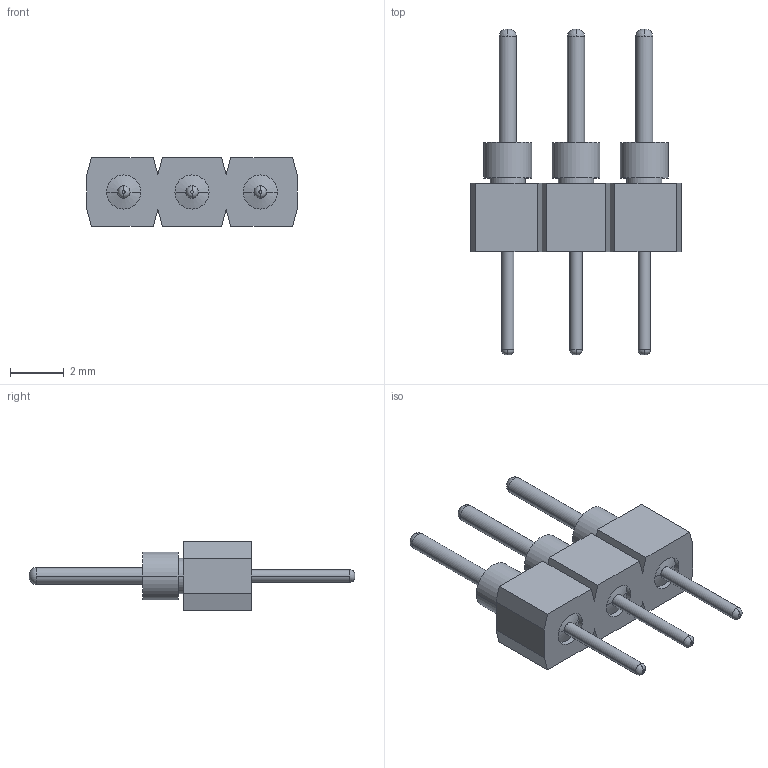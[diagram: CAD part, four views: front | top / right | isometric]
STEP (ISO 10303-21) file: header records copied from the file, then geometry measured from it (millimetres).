
FILE_DESCRIPTION(('STEP AP242'),'1');
FILE_NAME('ts-103-t-a.stp','2025-01-16T04:39:17',('TraceParts'),('TraceParts S.A.'),'Spatial InterOp 3D',' ',' ');
FILE_SCHEMA(('AP242_MANAGED_MODEL_BASED_3D_ENGINEERING_MIM_LF {1 0 10303 442 1 1 4}'));
Length unit declared in the file: millimetre
Products named in the file (1): ts-103-t-a
Bounding box: 7.82 x 12.12 x 2.54 mm (x, y, z)
Volume: 62.3 mm3; surface area: 198.9 mm2
Topology: 1 solids, 1 shells, 106 faces, 246 edges, 160 vertices
Faces by surface type: cylinder 42, plane 40, cone 12, torus 12
Entity records: 3930 total; most frequent: DIRECTION 592, CARTESIAN_POINT 513, ORIENTED_EDGE 492, EDGE_CURVE 246, AXIS2_PLACEMENT_3D 239, VERTEX_POINT 160, CIRCLE 132, EDGE_LOOP 124
